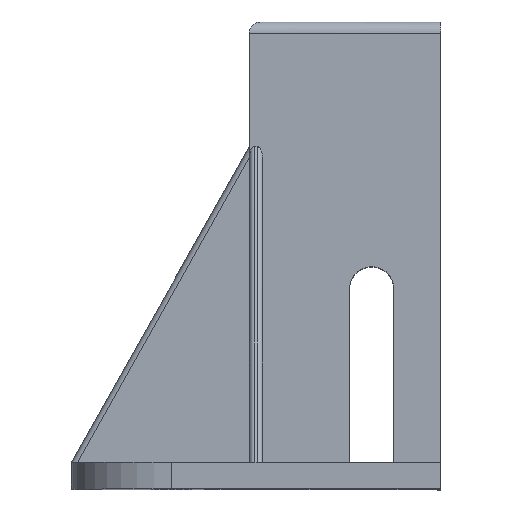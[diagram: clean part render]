
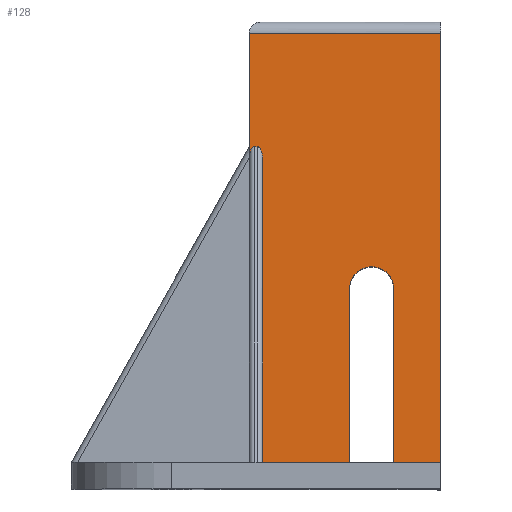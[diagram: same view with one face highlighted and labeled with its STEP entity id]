
A CAD part, top view. The second image highlights one B-rep face of the part: STEP entity #128.
In plain terms, the highlighted planar face has unit normal (0, 0, 1).
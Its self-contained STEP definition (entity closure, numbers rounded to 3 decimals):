
#36 = VERTEX_POINT ( 'NONE', #1284 ) ;
#49 = VERTEX_POINT ( 'NONE', #2266 ) ;
#73 = EDGE_CURVE ( 'NONE', #80, #749, #886, .T. ) ;
#80 = VERTEX_POINT ( 'NONE', #872 ) ;
#84 = VERTEX_POINT ( 'NONE', #868 ) ;
#85 = ORIENTED_EDGE ( 'NONE', *, *, #717, .T. ) ;
#89 = EDGE_CURVE ( 'NONE', #104, #143, #858, .T. ) ;
#92 = ORIENTED_EDGE ( 'NONE', *, *, #123, .T. ) ;
#94 = VERTEX_POINT ( 'NONE', #911 ) ;
#95 = ORIENTED_EDGE ( 'NONE', *, *, #110, .T. ) ;
#99 = EDGE_CURVE ( 'NONE', #84, #104, #903, .T. ) ;
#100 = VERTEX_POINT ( 'NONE', #904 ) ;
#101 = VERTEX_POINT ( 'NONE', #862 ) ;
#102 = VERTEX_POINT ( 'NONE', #871 ) ;
#103 = ORIENTED_EDGE ( 'NONE', *, *, #283, .F. ) ;
#104 = VERTEX_POINT ( 'NONE', #912 ) ;
#106 = EDGE_CURVE ( 'NONE', #36, #101, #893, .T. ) ;
#107 = EDGE_CURVE ( 'NONE', #769, #109, #936, .T. ) ;
#108 = ORIENTED_EDGE ( 'NONE', *, *, #107, .T. ) ;
#109 = VERTEX_POINT ( 'NONE', #897 ) ;
#110 = EDGE_CURVE ( 'NONE', #143, #80, #929, .T. ) ;
#112 = ORIENTED_EDGE ( 'NONE', *, *, #124, .F. ) ;
#116 = EDGE_CURVE ( 'NONE', #100, #101, #921, .T. ) ;
#117 = EDGE_LOOP ( 'NONE', ( #167, #95, #174, #85, #108, #176, #92, #131, #125, #133, #132, #112, #103, #144 ) ) ;
#119 = EDGE_CURVE ( 'NONE', #109, #102, #916, .T. ) ;
#123 = EDGE_CURVE ( 'NONE', #102, #94, #953, .T. ) ;
#124 = EDGE_CURVE ( 'NONE', #298, #49, #935, .T. ) ;
#125 = ORIENTED_EDGE ( 'NONE', *, *, #116, .T. ) ;
#126 = EDGE_CURVE ( 'NONE', #100, #94, #947, .T. ) ;
#128 = ADVANCED_FACE ( 'NONE', ( #946 ), #943, .F. ) ;
#131 = ORIENTED_EDGE ( 'NONE', *, *, #126, .F. ) ;
#132 = ORIENTED_EDGE ( 'NONE', *, *, #286, .F. ) ;
#133 = ORIENTED_EDGE ( 'NONE', *, *, #106, .F. ) ;
#143 = VERTEX_POINT ( 'NONE', #966 ) ;
#144 = ORIENTED_EDGE ( 'NONE', *, *, #99, .T. ) ;
#167 = ORIENTED_EDGE ( 'NONE', *, *, #89, .T. ) ;
#174 = ORIENTED_EDGE ( 'NONE', *, *, #73, .T. ) ;
#176 = ORIENTED_EDGE ( 'NONE', *, *, #119, .T. ) ;
#283 = EDGE_CURVE ( 'NONE', #84, #298, #1166, .T. ) ;
#286 = EDGE_CURVE ( 'NONE', #49, #36, #1175, .T. ) ;
#298 = VERTEX_POINT ( 'NONE', #1201 ) ;
#717 = EDGE_CURVE ( 'NONE', #749, #769, #1826, .T. ) ;
#749 = VERTEX_POINT ( 'NONE', #1885 ) ;
#769 = VERTEX_POINT ( 'NONE', #1935 ) ;
#858 = LINE ( 'NONE', #873, #914 ) ;
#862 = CARTESIAN_POINT ( 'NONE',  ( -7.5, 6., 27.5 ) ) ;
#868 = CARTESIAN_POINT ( 'NONE',  ( 5., 6., 27.5 ) ) ;
#871 = CARTESIAN_POINT ( 'NONE',  ( -25.7, 77., 27.5 ) ) ;
#872 = CARTESIAN_POINT ( 'NONE',  ( 15.5, 102.5, 27.5 ) ) ;
#873 = CARTESIAN_POINT ( 'NONE',  ( 27.5, 6., 27.5 ) ) ;
#880 = DIRECTION ( 'NONE',  ( -1., 0., 0. ) ) ;
#881 = VECTOR ( 'NONE', #880, 1000. ) ;
#882 = CARTESIAN_POINT ( 'NONE',  ( 27.5, 102.5, 27.5 ) ) ;
#886 = LINE ( 'NONE', #882, #881 ) ;
#891 = DIRECTION ( 'NONE',  ( -1., 0., 0. ) ) ;
#892 = VECTOR ( 'NONE', #891, 1000. ) ;
#893 = LINE ( 'NONE', #896, #892 ) ;
#896 = CARTESIAN_POINT ( 'NONE',  ( 27.5, 6., 27.5 ) ) ;
#897 = CARTESIAN_POINT ( 'NONE',  ( -26.3, 77., 27.5 ) ) ;
#899 = CARTESIAN_POINT ( 'NONE',  ( 15.5, 105., 27.5 ) ) ;
#901 = DIRECTION ( 'NONE',  ( 1., 0., 0. ) ) ;
#902 = VECTOR ( 'NONE', #901, 1000. ) ;
#903 = LINE ( 'NONE', #905, #902 ) ;
#904 = CARTESIAN_POINT ( 'NONE',  ( -24.5, 6., 27.5 ) ) ;
#905 = CARTESIAN_POINT ( 'NONE',  ( 27.5, 6., 27.5 ) ) ;
#911 = CARTESIAN_POINT ( 'NONE',  ( -24.5, 74.555, 27.5 ) ) ;
#912 = CARTESIAN_POINT ( 'NONE',  ( 7.5, 6., 27.5 ) ) ;
#913 = DIRECTION ( 'NONE',  ( 1., 0., 0. ) ) ;
#914 = VECTOR ( 'NONE', #913, 1000. ) ;
#916 = LINE ( 'NONE', #960, #959 ) ;
#917 = CARTESIAN_POINT ( 'NONE',  ( 0., 45., 27.5 ) ) ;
#918 = DIRECTION ( 'NONE',  ( 1., 0., 0. ) ) ;
#919 = VECTOR ( 'NONE', #918, 1000. ) ;
#920 = CARTESIAN_POINT ( 'NONE',  ( 27.5, 6., 27.5 ) ) ;
#921 = LINE ( 'NONE', #920, #919 ) ;
#927 = DIRECTION ( 'NONE',  ( 0., 1., 0. ) ) ;
#928 = VECTOR ( 'NONE', #927, 1000. ) ;
#929 = LINE ( 'NONE', #899, #928 ) ;
#931 = CARTESIAN_POINT ( 'NONE',  ( -26.3, 77., 27.5 ) ) ;
#932 = CARTESIAN_POINT ( 'NONE',  ( -27.003, 77., 27.5 ) ) ;
#933 = CARTESIAN_POINT ( 'NONE',  ( -27.5, 75.987, 27.5 ) ) ;
#934 = CARTESIAN_POINT ( 'NONE',  ( -27.5, 74.555, 27.5 ) ) ;
#935 = CIRCLE ( 'NONE', #952, 5. ) ;
#936 =( BOUNDED_CURVE ( )  B_SPLINE_CURVE ( 3, ( #934, #933, #932, #931 ),
 .UNSPECIFIED., .F., .F. ) 
 B_SPLINE_CURVE_WITH_KNOTS ( ( 4, 4 ),
 ( 4.712, 6.283 ),
 .UNSPECIFIED. ) 
 CURVE ( )  GEOMETRIC_REPRESENTATION_ITEM ( )  RATIONAL_B_SPLINE_CURVE ( ( 1., 0.805, 0.805, 1. ) ) 
 REPRESENTATION_ITEM ( '' )  );
#940 = DIRECTION ( 'NONE',  ( 0., 1., 0. ) ) ;
#941 = VECTOR ( 'NONE', #940, 1000. ) ;
#942 = CARTESIAN_POINT ( 'NONE',  ( -24.5, 105., 27.5 ) ) ;
#943 = PLANE ( 'NONE',  #954 ) ;
#944 = DIRECTION ( 'NONE',  ( -1., 0., 0. ) ) ;
#945 = DIRECTION ( 'NONE',  ( 0., 0., 1. ) ) ;
#946 = FACE_OUTER_BOUND ( 'NONE', #117, .T. ) ;
#947 = LINE ( 'NONE', #942, #941 ) ;
#948 = CARTESIAN_POINT ( 'NONE',  ( -24.5, 74.555, 27.5 ) ) ;
#949 = CARTESIAN_POINT ( 'NONE',  ( -24.5, 75.987, 27.5 ) ) ;
#950 = CARTESIAN_POINT ( 'NONE',  ( -24.997, 77., 27.5 ) ) ;
#951 = CARTESIAN_POINT ( 'NONE',  ( -25.7, 77., 27.5 ) ) ;
#952 = AXIS2_PLACEMENT_3D ( 'NONE', #917, #945, #944 ) ;
#953 =( BOUNDED_CURVE ( )  B_SPLINE_CURVE ( 3, ( #951, #950, #949, #948 ),
 .UNSPECIFIED., .F., .T. ) 
 B_SPLINE_CURVE_WITH_KNOTS ( ( 4, 4 ),
 ( 3.142, 4.712 ),
 .UNSPECIFIED. ) 
 CURVE ( )  GEOMETRIC_REPRESENTATION_ITEM ( )  RATIONAL_B_SPLINE_CURVE ( ( 1., 0.805, 0.805, 1. ) ) 
 REPRESENTATION_ITEM ( '' )  );
#954 = AXIS2_PLACEMENT_3D ( 'NONE', #973, #972, #971 ) ;
#958 = DIRECTION ( 'NONE',  ( 1., 0., 0. ) ) ;
#959 = VECTOR ( 'NONE', #958, 1000. ) ;
#960 = CARTESIAN_POINT ( 'NONE',  ( 27.5, 77., 27.5 ) ) ;
#966 = CARTESIAN_POINT ( 'NONE',  ( 15.5, 6., 27.5 ) ) ;
#971 = DIRECTION ( 'NONE',  ( -1., 0., 0. ) ) ;
#972 = DIRECTION ( 'NONE',  ( 0., 0., -1. ) ) ;
#973 = CARTESIAN_POINT ( 'NONE',  ( 27.5, 105., 27.5 ) ) ;
#1164 = VECTOR ( 'NONE', #1213, 1000. ) ;
#1165 = CARTESIAN_POINT ( 'NONE',  ( 5., 45., 27.5 ) ) ;
#1166 = LINE ( 'NONE', #1165, #1164 ) ;
#1175 = LINE ( 'NONE', #1211, #1210 ) ;
#1201 = CARTESIAN_POINT ( 'NONE',  ( 5., 45., 27.5 ) ) ;
#1209 = DIRECTION ( 'NONE',  ( 0., -1., 0. ) ) ;
#1210 = VECTOR ( 'NONE', #1209, 1000. ) ;
#1211 = CARTESIAN_POINT ( 'NONE',  ( -5., 0., 27.5 ) ) ;
#1213 = DIRECTION ( 'NONE',  ( 0., 1., 0. ) ) ;
#1284 = CARTESIAN_POINT ( 'NONE',  ( -5., 6., 27.5 ) ) ;
#1824 = VECTOR ( 'NONE', #1880, 1000. ) ;
#1825 = CARTESIAN_POINT ( 'NONE',  ( -27.5, 105., 27.5 ) ) ;
#1826 = LINE ( 'NONE', #1825, #1824 ) ;
#1880 = DIRECTION ( 'NONE',  ( 0., -1., 0. ) ) ;
#1885 = CARTESIAN_POINT ( 'NONE',  ( -27.5, 102.5, 27.5 ) ) ;
#1935 = CARTESIAN_POINT ( 'NONE',  ( -27.5, 74.555, 27.5 ) ) ;
#2266 = CARTESIAN_POINT ( 'NONE',  ( -5., 45., 27.5 ) ) ;
